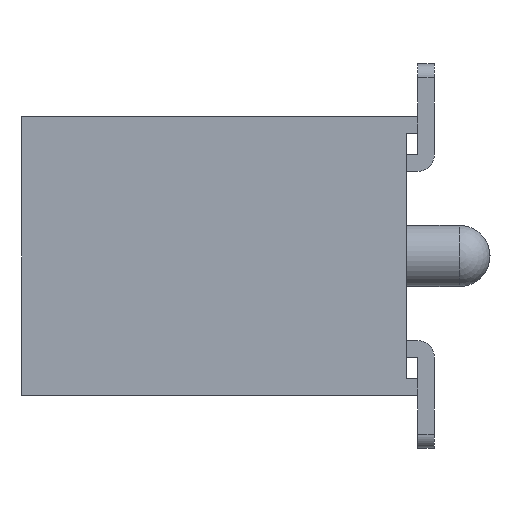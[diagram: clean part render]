
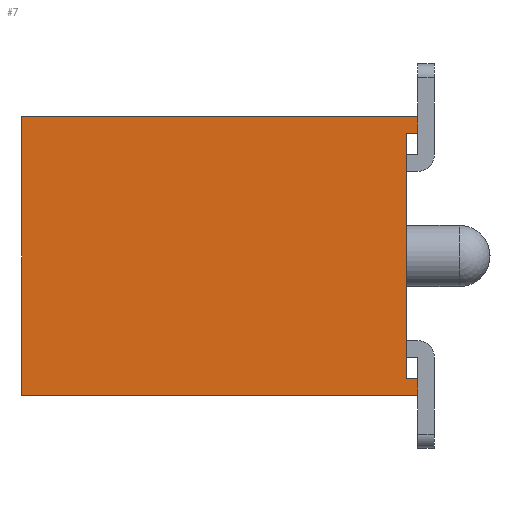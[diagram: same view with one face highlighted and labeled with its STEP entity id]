
A CAD part, left-side view. The second image highlights one B-rep face of the part: STEP entity #7.
In plain terms, the highlighted planar face has unit normal (-1, 0, 0).
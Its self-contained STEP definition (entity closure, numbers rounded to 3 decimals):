
#7 = ADVANCED_FACE ( 'NONE', ( #16255 ), #3599, .F. ) ;
#21 = CARTESIAN_POINT ( 'NONE',  ( -12.95, 0.3, 2.5 ) ) ;
#245 = VECTOR ( 'NONE', #6531, 1000. ) ;
#340 = CARTESIAN_POINT ( 'NONE',  ( -12.95, 0.3, -2.5 ) ) ;
#892 = CARTESIAN_POINT ( 'NONE',  ( -12.95, -0.5, 2.2 ) ) ;
#974 = LINE ( 'NONE', #892, #11888 ) ;
#1076 = CARTESIAN_POINT ( 'NONE',  ( -12.95, 0.5, -2.2 ) ) ;
#1338 = CARTESIAN_POINT ( 'NONE',  ( -12.95, -0.5, -2.2 ) ) ;
#1946 = VERTEX_POINT ( 'NONE', #340 ) ;
#2186 = EDGE_CURVE ( 'NONE', #11546, #1946, #11904, .T. ) ;
#2433 = ORIENTED_EDGE ( 'NONE', *, *, #11247, .T. ) ;
#2607 = CARTESIAN_POINT ( 'NONE',  ( -12.95, 7.4, -2.5 ) ) ;
#2902 = CARTESIAN_POINT ( 'NONE',  ( -12.95, 0.3, 2.5 ) ) ;
#3430 = ORIENTED_EDGE ( 'NONE', *, *, #11931, .T. ) ;
#3525 = DIRECTION ( 'NONE',  ( 0., -1., 0. ) ) ;
#3599 = PLANE ( 'NONE',  #10589 ) ;
#3959 = LINE ( 'NONE', #14107, #6684 ) ;
#4698 = CARTESIAN_POINT ( 'NONE',  ( -12.95, 7.4, 2.5 ) ) ;
#5144 = ORIENTED_EDGE ( 'NONE', *, *, #10430, .F. ) ;
#5767 = LINE ( 'NONE', #14850, #12636 ) ;
#5971 = VERTEX_POINT ( 'NONE', #15065 ) ;
#6056 = DIRECTION ( 'NONE',  ( 0., 0., 1. ) ) ;
#6198 = CARTESIAN_POINT ( 'NONE',  ( -12.95, 0.3, -2.2 ) ) ;
#6293 = VERTEX_POINT ( 'NONE', #6198 ) ;
#6336 = LINE ( 'NONE', #1338, #16171 ) ;
#6473 = VECTOR ( 'NONE', #13252, 1000. ) ;
#6531 = DIRECTION ( 'NONE',  ( 0., 0., 1. ) ) ;
#6684 = VECTOR ( 'NONE', #15437, 1000. ) ;
#6778 = VECTOR ( 'NONE', #7531, 1000. ) ;
#6895 = CARTESIAN_POINT ( 'NONE',  ( -12.95, 0.5, -2.2 ) ) ;
#7531 = DIRECTION ( 'NONE',  ( 0., 0., 1. ) ) ;
#7755 = EDGE_LOOP ( 'NONE', ( #10192, #3430, #2433, #11675, #8166, #8426, #15637, #5144 ) ) ;
#7895 = LINE ( 'NONE', #21, #245 ) ;
#8166 = ORIENTED_EDGE ( 'NONE', *, *, #12820, .T. ) ;
#8426 = ORIENTED_EDGE ( 'NONE', *, *, #10140, .T. ) ;
#8637 = VERTEX_POINT ( 'NONE', #2902 ) ;
#8688 = DIRECTION ( 'NONE',  ( 1., 0., 0. ) ) ;
#8798 = LINE ( 'NONE', #1076, #6778 ) ;
#8819 = EDGE_CURVE ( 'NONE', #15646, #5971, #8798, .T. ) ;
#8859 = VECTOR ( 'NONE', #6056, 1000. ) ;
#9643 = DIRECTION ( 'NONE',  ( 0., 0., 1. ) ) ;
#10140 = EDGE_CURVE ( 'NONE', #10961, #8637, #5767, .T. ) ;
#10192 = ORIENTED_EDGE ( 'NONE', *, *, #2186, .T. ) ;
#10430 = EDGE_CURVE ( 'NONE', #11546, #16628, #12481, .T. ) ;
#10589 = AXIS2_PLACEMENT_3D ( 'NONE', #4698, #8688, #14980 ) ;
#10961 = VERTEX_POINT ( 'NONE', #15373 ) ;
#11247 = EDGE_CURVE ( 'NONE', #6293, #15646, #6336, .T. ) ;
#11366 = CARTESIAN_POINT ( 'NONE',  ( -12.95, 7.4, 2.5 ) ) ;
#11546 = VERTEX_POINT ( 'NONE', #13844 ) ;
#11675 = ORIENTED_EDGE ( 'NONE', *, *, #8819, .T. ) ;
#11888 = VECTOR ( 'NONE', #3525, 1000. ) ;
#11904 = LINE ( 'NONE', #2607, #6473 ) ;
#11931 = EDGE_CURVE ( 'NONE', #1946, #6293, #7895, .T. ) ;
#12481 = LINE ( 'NONE', #11366, #8859 ) ;
#12636 = VECTOR ( 'NONE', #9643, 1000. ) ;
#12820 = EDGE_CURVE ( 'NONE', #5971, #10961, #974, .T. ) ;
#13252 = DIRECTION ( 'NONE',  ( 0., -1., 0. ) ) ;
#13818 = CARTESIAN_POINT ( 'NONE',  ( -12.95, 7.4, 2.5 ) ) ;
#13844 = CARTESIAN_POINT ( 'NONE',  ( -12.95, 7.4, -2.5 ) ) ;
#14041 = EDGE_CURVE ( 'NONE', #16628, #8637, #3959, .T. ) ;
#14107 = CARTESIAN_POINT ( 'NONE',  ( -12.95, 7.4, 2.5 ) ) ;
#14850 = CARTESIAN_POINT ( 'NONE',  ( -12.95, 0.3, 2.5 ) ) ;
#14980 = DIRECTION ( 'NONE',  ( 0., 0., -1. ) ) ;
#15065 = CARTESIAN_POINT ( 'NONE',  ( -12.95, 0.5, 2.2 ) ) ;
#15373 = CARTESIAN_POINT ( 'NONE',  ( -12.95, 0.3, 2.2 ) ) ;
#15437 = DIRECTION ( 'NONE',  ( 0., -1., 0. ) ) ;
#15637 = ORIENTED_EDGE ( 'NONE', *, *, #14041, .F. ) ;
#15646 = VERTEX_POINT ( 'NONE', #6895 ) ;
#16171 = VECTOR ( 'NONE', #16706, 1000. ) ;
#16255 = FACE_OUTER_BOUND ( 'NONE', #7755, .T. ) ;
#16628 = VERTEX_POINT ( 'NONE', #13818 ) ;
#16706 = DIRECTION ( 'NONE',  ( 0., 1., 0. ) ) ;
